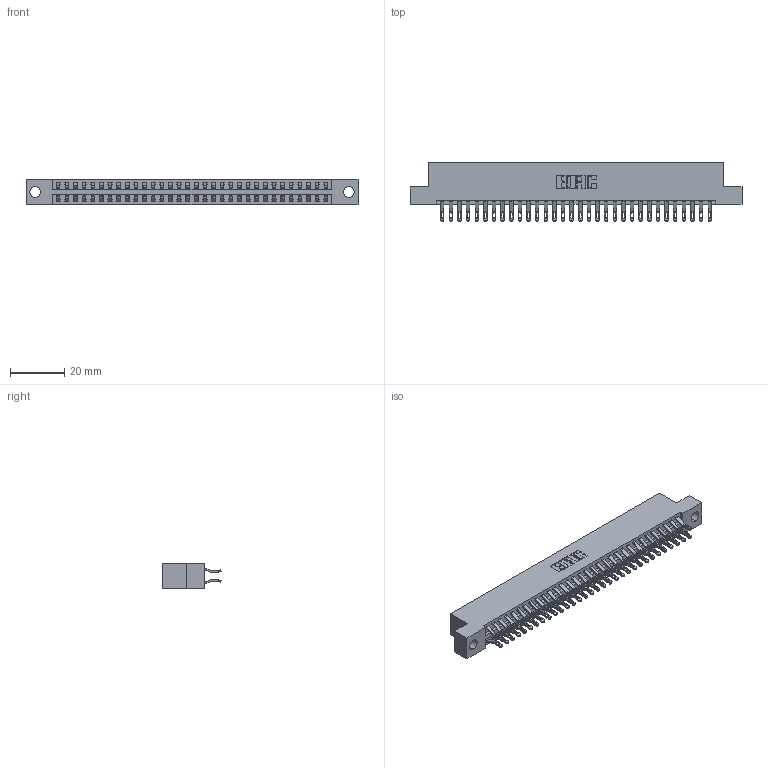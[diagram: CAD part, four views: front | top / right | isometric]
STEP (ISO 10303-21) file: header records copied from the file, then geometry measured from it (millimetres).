
FILE_DESCRIPTION (( 'STEP AP203' ), '1' );
FILE_NAME ('346-064-555-204.STEP', '2022-05-24T15:43:19', ( '' ), ( '' ), 'SwSTEP 2.0', 'SolidWorks 2020', '' );
FILE_SCHEMA (( 'CONFIG_CONTROL_DESIGN' ));
Length unit declared in the file: inch
Products named in the file (3): 345-292-001_555 Tail; 346-064-555-204; 346 Part_Flush Mounting Lugs - 0.156 Dia-TH
Assembly tree (65 placements, depth 2):
  346-064-555-204
    346 Part_Flush Mounting Lugs - 0.156 Dia-TH
    345-292-001_555 Tail  x64
Bounding box: 122.17 x 21.46 x 9.4 mm (x, y, z)
Volume: 11915.5 mm3; surface area: 16731.1 mm2
Topology: 65 solids, 65 shells, 3848 faces, 12077 edges, 8050 vertices
Faces by surface type: plane 2202, cylinder 1646
Entity records: 22975 total; most frequent: CARTESIAN_POINT 3840, ORIENTED_EDGE 3742, DIRECTION 3403, EDGE_CURVE 1871, VECTOR 1591, LINE 1591, VERTEX_POINT 1246, AXIS2_PLACEMENT_3D 906
